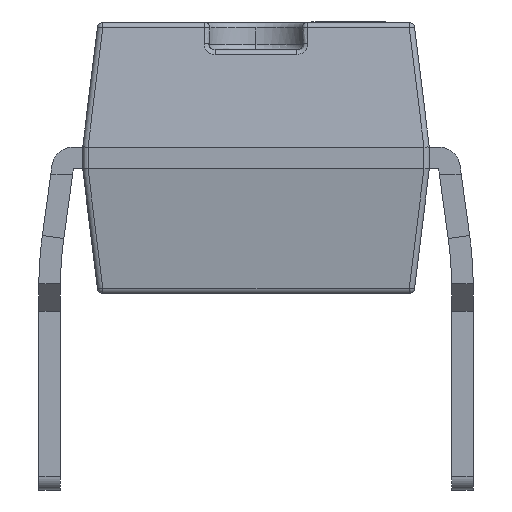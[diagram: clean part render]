
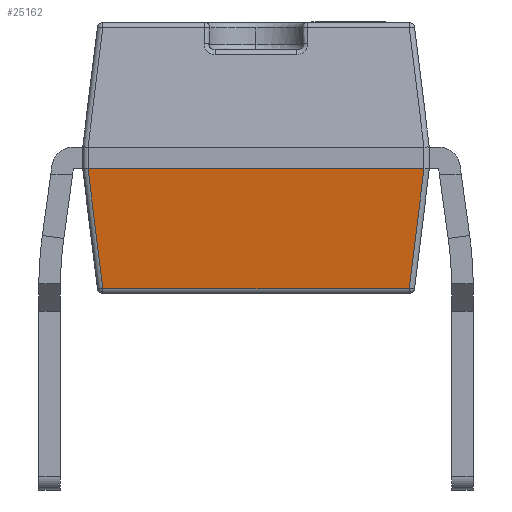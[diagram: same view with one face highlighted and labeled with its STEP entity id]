
A CAD part, left-side view. The second image highlights one B-rep face of the part: STEP entity #25162.
In plain terms, the highlighted planar face has unit normal (-0.993, 0, -0.122).
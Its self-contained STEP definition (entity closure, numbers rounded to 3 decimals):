
#627 = CARTESIAN_POINT ( 'NONE',  ( -13.1, -3.2, 2.3 ) ) ;
#635 = LINE ( 'NONE', #29308, #4695 ) ;
#1751 = VECTOR ( 'NONE', #13042, 1000. ) ;
#1802 = VECTOR ( 'NONE', #16411, 1000. ) ;
#2234 = ORIENTED_EDGE ( 'NONE', *, *, #38202, .T. ) ;
#2278 = CARTESIAN_POINT ( 'NONE',  ( -12.828, 2.829, 0.088 ) ) ;
#3182 = CARTESIAN_POINT ( 'NONE',  ( -13.1, -3.101, 2.3 ) ) ;
#3374 = VERTEX_POINT ( 'NONE', #2278 ) ;
#3590 = CARTESIAN_POINT ( 'NONE',  ( -13.1, 3.101, 2.3 ) ) ;
#3873 = AXIS2_PLACEMENT_3D ( 'NONE', #627, #20337, #33778 ) ;
#4149 = VERTEX_POINT ( 'NONE', #29462 ) ;
#4695 = VECTOR ( 'NONE', #35812, 1000. ) ;
#6623 = CARTESIAN_POINT ( 'NONE',  ( -13.1, -3.1, 2.3 ) ) ;
#6746 = CARTESIAN_POINT ( 'NONE',  ( -12.828, -3.2, 0.088 ) ) ;
#6756 = CARTESIAN_POINT ( 'NONE',  ( -13.008, 3.009, 1.549 ) ) ;
#7305 = LINE ( 'NONE', #16207, #1802 ) ;
#9304 = ORIENTED_EDGE ( 'NONE', *, *, #26839, .F. ) ;
#9559 = DIRECTION ( 'NONE',  ( 0., -1., 0. ) ) ;
#9988 = VERTEX_POINT ( 'NONE', #14910 ) ;
#11925 = ORIENTED_EDGE ( 'NONE', *, *, #21977, .T. ) ;
#12302 = VERTEX_POINT ( 'NONE', #39979 ) ;
#13042 = DIRECTION ( 'NONE',  ( 0.121, -0.121, -0.985 ) ) ;
#13628 = FACE_OUTER_BOUND ( 'NONE', #23176, .T. ) ;
#14093 = ORIENTED_EDGE ( 'NONE', *, *, #22247, .T. ) ;
#14910 = CARTESIAN_POINT ( 'NONE',  ( -13.1, 3.101, 2.3 ) ) ;
#16207 = CARTESIAN_POINT ( 'NONE',  ( -13.101, -3.102, 2.312 ) ) ;
#16411 = DIRECTION ( 'NONE',  ( -0.121, -0.121, 0.985 ) ) ;
#19840 = CARTESIAN_POINT ( 'NONE',  ( -13.1, -3.1, 2.3 ) ) ;
#20337 = DIRECTION ( 'NONE',  ( -0.993, 0., -0.122 ) ) ;
#21189 =( BOUNDED_CURVE ( )  B_SPLINE_CURVE ( 3, ( #39967, #36324, #6623, #19840 ),
 .UNSPECIFIED., .F., .T. ) 
 B_SPLINE_CURVE_WITH_KNOTS ( ( 4, 4 ),
 ( 3.134, 3.142 ),
 .UNSPECIFIED. ) 
 CURVE ( )  GEOMETRIC_REPRESENTATION_ITEM ( )  RATIONAL_B_SPLINE_CURVE ( ( 1., 1., 1., 1. ) ) 
 REPRESENTATION_ITEM ( '' )  );
#21977 = EDGE_CURVE ( 'NONE', #12302, #39837, #7305, .T. ) ;
#22247 = EDGE_CURVE ( 'NONE', #39837, #30781, #21189, .T. ) ;
#23176 = EDGE_LOOP ( 'NONE', ( #11925, #14093, #9304, #33394, #30029, #2234 ) ) ;
#23272 = CARTESIAN_POINT ( 'NONE',  ( -13.1, 3.1, 2.3 ) ) ;
#24805 = EDGE_CURVE ( 'NONE', #9988, #3374, #28657, .T. ) ;
#25162 = ADVANCED_FACE ( 'NONE', ( #13628 ), #26634, .T. ) ;
#25911 =( BOUNDED_CURVE ( )  B_SPLINE_CURVE ( 3, ( #26123, #23272, #36520, #3590 ),
 .UNSPECIFIED., .F., .F. ) 
 B_SPLINE_CURVE_WITH_KNOTS ( ( 4, 4 ),
 ( 3.142, 3.149 ),
 .UNSPECIFIED. ) 
 CURVE ( )  GEOMETRIC_REPRESENTATION_ITEM ( )  RATIONAL_B_SPLINE_CURVE ( ( 1., 1., 1., 1. ) ) 
 REPRESENTATION_ITEM ( '' )  );
#26123 = CARTESIAN_POINT ( 'NONE',  ( -13.1, 3.1, 2.3 ) ) ;
#26634 = PLANE ( 'NONE',  #3873 ) ;
#26839 = EDGE_CURVE ( 'NONE', #4149, #30781, #635, .T. ) ;
#27453 = EDGE_CURVE ( 'NONE', #4149, #9988, #25911, .T. ) ;
#28657 = LINE ( 'NONE', #6756, #1751 ) ;
#29308 = CARTESIAN_POINT ( 'NONE',  ( -13.1, -3.2, 2.3 ) ) ;
#29462 = CARTESIAN_POINT ( 'NONE',  ( -13.1, 3.1, 2.3 ) ) ;
#30029 = ORIENTED_EDGE ( 'NONE', *, *, #24805, .T. ) ;
#30781 = VERTEX_POINT ( 'NONE', #37083 ) ;
#33394 = ORIENTED_EDGE ( 'NONE', *, *, #27453, .T. ) ;
#33778 = DIRECTION ( 'NONE',  ( 0., 1., 0. ) ) ;
#35812 = DIRECTION ( 'NONE',  ( 0., -1., 0. ) ) ;
#36324 = CARTESIAN_POINT ( 'NONE',  ( -13.1, -3.1, 2.3 ) ) ;
#36520 = CARTESIAN_POINT ( 'NONE',  ( -13.1, 3.1, 2.3 ) ) ;
#37083 = CARTESIAN_POINT ( 'NONE',  ( -13.1, -3.1, 2.3 ) ) ;
#38202 = EDGE_CURVE ( 'NONE', #3374, #12302, #39250, .T. ) ;
#39250 = LINE ( 'NONE', #6746, #39263 ) ;
#39263 = VECTOR ( 'NONE', #9559, 1000. ) ;
#39837 = VERTEX_POINT ( 'NONE', #3182 ) ;
#39967 = CARTESIAN_POINT ( 'NONE',  ( -13.1, -3.101, 2.3 ) ) ;
#39979 = CARTESIAN_POINT ( 'NONE',  ( -12.828, -2.829, 0.088 ) ) ;
